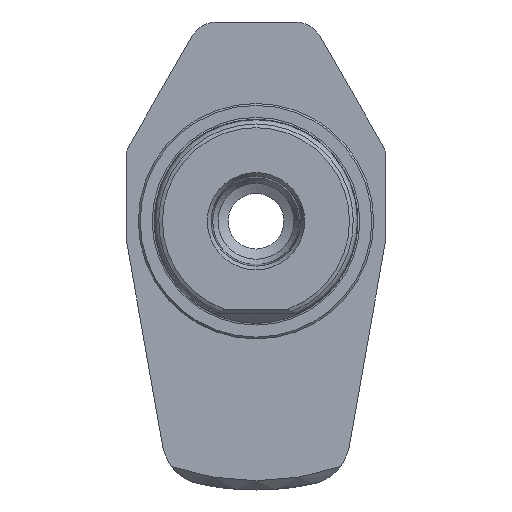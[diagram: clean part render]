
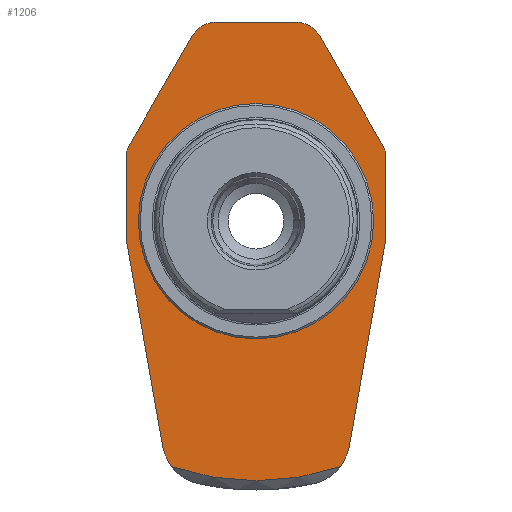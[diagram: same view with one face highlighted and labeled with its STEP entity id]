
A CAD part, left-side view. The second image highlights one B-rep face of the part: STEP entity #1206.
In plain terms, the highlighted planar face has unit normal (-1, 0, 0).
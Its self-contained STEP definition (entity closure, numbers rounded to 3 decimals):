
#719=CARTESIAN_POINT('',(70.2,-13.665,8.224));
#720=VERTEX_POINT('',#719);
#727=CARTESIAN_POINT('',(70.2,-14.,6.974));
#728=VERTEX_POINT('',#727);
#729=CARTESIAN_POINT('',(70.2,-11.5,6.974));
#730=DIRECTION('',(-1.0,0.0,0.0));
#731=DIRECTION('',(0.0,-0.866,0.5));
#732=AXIS2_PLACEMENT_3D('',#729,#730,#731);
#733=CIRCLE('',#732,2.5);
#734=EDGE_CURVE('',#728,#720,#733,.T.);
#758=CARTESIAN_POINT('',(70.2,-6.866,20.));
#759=VERTEX_POINT('',#758);
#766=CARTESIAN_POINT('',(70.2,-13.665,8.224));
#767=DIRECTION('',(0.0,0.5,0.866));
#768=VECTOR('',#767,13.598);
#769=LINE('',#766,#768);
#770=EDGE_CURVE('',#720,#759,#769,.T.);
#790=CARTESIAN_POINT('',(70.2,-14.,-2.0));
#791=VERTEX_POINT('',#790);
#792=CARTESIAN_POINT('',(70.2,-14.,-2.0));
#793=DIRECTION('',(0.0,0.0,1.0));
#794=VECTOR('',#793,8.974);
#795=LINE('',#792,#794);
#796=EDGE_CURVE('',#791,#728,#795,.T.);
#821=CARTESIAN_POINT('',(70.2,-4.268,21.5));
#822=VERTEX_POINT('',#821);
#829=CARTESIAN_POINT('',(70.2,-4.268,18.5));
#830=DIRECTION('',(-1.0,0.0,0.0));
#831=DIRECTION('',(0.0,0.0,1.0));
#832=AXIS2_PLACEMENT_3D('',#829,#830,#831);
#833=CIRCLE('',#832,3.0);
#834=EDGE_CURVE('',#759,#822,#833,.T.);
#854=CARTESIAN_POINT('',(70.2,-10.066,-24.311));
#855=VERTEX_POINT('',#854);
#856=CARTESIAN_POINT('',(70.2,-10.066,-24.311));
#857=DIRECTION('',(0.0,-0.174,0.985));
#858=VECTOR('',#857,22.655);
#859=LINE('',#856,#858);
#860=EDGE_CURVE('',#855,#791,#859,.T.);
#886=CARTESIAN_POINT('',(70.2,-9.119,-26.474));
#887=VERTEX_POINT('',#886);
#888=CARTESIAN_POINT('',(70.2,-5.142,-23.443));
#889=DIRECTION('',(-1.0,0.0,0.0));
#890=DIRECTION('',(0.0,-0.985,-0.174));
#891=AXIS2_PLACEMENT_3D('',#888,#889,#890);
#892=CIRCLE('',#891,5.0);
#893=EDGE_CURVE('',#887,#855,#892,.T.);
#953=CARTESIAN_POINT('',(70.2,9.119,-26.474));
#954=VERTEX_POINT('',#953);
#966=CARTESIAN_POINT('',(70.2,10.066,-24.311));
#967=VERTEX_POINT('',#966);
#968=CARTESIAN_POINT('',(70.2,5.142,-23.443));
#969=DIRECTION('',(-1.0,0.0,0.0));
#970=DIRECTION('',(0.0,0.214,-0.977));
#971=AXIS2_PLACEMENT_3D('',#968,#969,#970);
#972=CIRCLE('',#971,5.0);
#973=EDGE_CURVE('',#967,#954,#972,.T.);
#998=CARTESIAN_POINT('',(70.2,14.0,-2.));
#999=VERTEX_POINT('',#998);
#1000=CARTESIAN_POINT('',(70.2,14.0,-2.));
#1001=DIRECTION('',(0.0,-0.174,-0.985));
#1002=VECTOR('',#1001,22.655);
#1003=LINE('',#1000,#1002);
#1004=EDGE_CURVE('',#999,#967,#1003,.T.);
#1029=CARTESIAN_POINT('',(70.2,14.,6.974));
#1030=VERTEX_POINT('',#1029);
#1031=CARTESIAN_POINT('',(70.2,14.,6.974));
#1032=DIRECTION('',(0.0,0.0,-1.0));
#1033=VECTOR('',#1032,8.974);
#1034=LINE('',#1031,#1033);
#1035=EDGE_CURVE('',#1030,#999,#1034,.T.);
#1061=CARTESIAN_POINT('',(70.2,13.665,8.224));
#1062=VERTEX_POINT('',#1061);
#1063=CARTESIAN_POINT('',(70.2,11.5,6.974));
#1064=DIRECTION('',(-1.0,0.0,0.0));
#1065=DIRECTION('',(0.0,1.0,0.0));
#1066=AXIS2_PLACEMENT_3D('',#1063,#1064,#1065);
#1067=CIRCLE('',#1066,2.5);
#1068=EDGE_CURVE('',#1062,#1030,#1067,.T.);
#1093=CARTESIAN_POINT('',(70.2,6.866,20.));
#1094=VERTEX_POINT('',#1093);
#1095=CARTESIAN_POINT('',(70.2,6.866,20.));
#1096=DIRECTION('',(0.0,0.5,-0.866));
#1097=VECTOR('',#1096,13.598);
#1098=LINE('',#1095,#1097);
#1099=EDGE_CURVE('',#1094,#1062,#1098,.T.);
#1125=CARTESIAN_POINT('',(70.2,4.268,21.5));
#1126=VERTEX_POINT('',#1125);
#1127=CARTESIAN_POINT('',(70.2,4.268,18.5));
#1128=DIRECTION('',(-1.0,0.0,0.0));
#1129=DIRECTION('',(0.0,0.866,0.5));
#1130=AXIS2_PLACEMENT_3D('',#1127,#1128,#1129);
#1131=CIRCLE('',#1130,3.0);
#1132=EDGE_CURVE('',#1126,#1094,#1131,.T.);
#1155=CARTESIAN_POINT('',(70.2,-4.268,21.5));
#1156=DIRECTION('',(0.0,1.0,0.0));
#1157=VECTOR('',#1156,8.536);
#1158=LINE('',#1155,#1157);
#1159=EDGE_CURVE('',#822,#1126,#1158,.T.);
#1168=CARTESIAN_POINT('',(70.2,20.35,0.0));
#1169=DIRECTION('',(-1.0,0.0,0.0));
#1170=DIRECTION('',(0.0,0.0,1.0));
#1171=AXIS2_PLACEMENT_3D('',#1168,#1169,#1170);
#1172=PLANE('',#1171);
#1173=ORIENTED_EDGE('',*,*,#893,.T.);
#1174=ORIENTED_EDGE('',*,*,#860,.T.);
#1175=ORIENTED_EDGE('',*,*,#796,.T.);
#1176=ORIENTED_EDGE('',*,*,#734,.T.);
#1177=ORIENTED_EDGE('',*,*,#770,.T.);
#1178=ORIENTED_EDGE('',*,*,#834,.T.);
#1179=ORIENTED_EDGE('',*,*,#1159,.T.);
#1180=ORIENTED_EDGE('',*,*,#1132,.T.);
#1181=ORIENTED_EDGE('',*,*,#1099,.T.);
#1182=ORIENTED_EDGE('',*,*,#1068,.T.);
#1183=ORIENTED_EDGE('',*,*,#1035,.T.);
#1184=ORIENTED_EDGE('',*,*,#1004,.T.);
#1185=ORIENTED_EDGE('',*,*,#973,.T.);
#1186=CARTESIAN_POINT('',(70.2,0.0,0.0));
#1187=DIRECTION('',(1.0,0.0,0.0));
#1188=DIRECTION('',(0.0,1.0,0.0));
#1189=AXIS2_PLACEMENT_3D('',#1186,#1187,#1188);
#1190=CIRCLE('',#1189,28.);
#1191=EDGE_CURVE('',#887,#954,#1190,.T.);
#1192=ORIENTED_EDGE('',*,*,#1191,.F.);
#1193=EDGE_LOOP('',(#1173,#1174,#1175,#1176,#1177,#1178,#1179,#1180,#1181,#1182,#1183,#1184,#1185,#1192));
#1194=FACE_OUTER_BOUND('',#1193,.T.);
#1195=CARTESIAN_POINT('',(70.2,12.7,0.0));
#1196=VERTEX_POINT('',#1195);
#1197=CARTESIAN_POINT('',(70.2,0.0,0.0));
#1198=DIRECTION('',(1.0,0.0,0.0));
#1199=DIRECTION('',(0.0,1.0,0.0));
#1200=AXIS2_PLACEMENT_3D('',#1197,#1198,#1199);
#1201=CIRCLE('',#1200,12.7);
#1202=EDGE_CURVE('',#1196,#1196,#1201,.T.);
#1203=ORIENTED_EDGE('',*,*,#1202,.T.);
#1204=EDGE_LOOP('',(#1203));
#1205=FACE_BOUND('',#1204,.T.);
#1206=ADVANCED_FACE('',(#1194,#1205),#1172,.T.);
